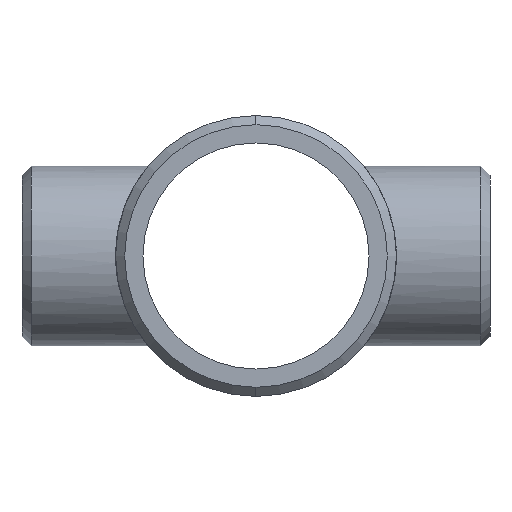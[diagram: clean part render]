
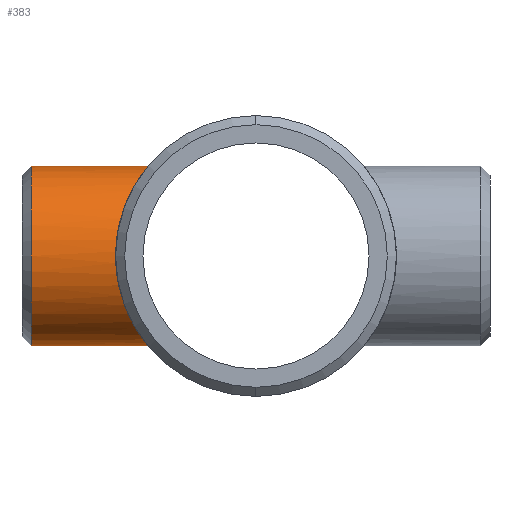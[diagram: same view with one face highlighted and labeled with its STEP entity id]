
A CAD part, left-side view. The second image highlights one B-rep face of the part: STEP entity #383.
In plain terms, the highlighted cylindrical face has radius 36.576 mm (diameter 73.152 mm), a partial arc.
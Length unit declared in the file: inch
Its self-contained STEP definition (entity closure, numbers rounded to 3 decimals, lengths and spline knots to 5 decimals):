
#2 = CARTESIAN_POINT ( 'NONE',  ( -1.17863, 2.09235, -0.82763 ) ) ;
#11 = CARTESIAN_POINT ( 'NONE',  ( -0.19484, 1.73912, 1.42758 ) ) ;
#15 = CARTESIAN_POINT ( 'NONE',  ( -1.3443, 2.18998, 0.51675 ) ) ;
#19 = CARTESIAN_POINT ( 'NONE',  ( -0.12241, 1.733, 1.43499 ) ) ;
#25 = CARTESIAN_POINT ( 'NONE',  ( -1.13992, 2.07038, 0.88483 ) ) ;
#30 = CARTESIAN_POINT ( 'NONE',  ( -0.02445, 1.72884, 1.44 ) ) ;
#92 = CARTESIAN_POINT ( 'NONE',  ( -1.43948, 2.24967, 0.04572 ) ) ;
#97 = ORIENTED_EDGE ( 'NONE', *, *, #478, .T. ) ;
#98 = CARTESIAN_POINT ( 'NONE',  ( 0., 1.72884, -1.44 ) ) ;
#104 = CARTESIAN_POINT ( 'NONE',  ( -0.72797, 1.87459, 1.24582 ) ) ;
#109 = CARTESIAN_POINT ( 'NONE',  ( -0.09809, 1.73145, 1.43686 ) ) ;
#116 = VECTOR ( 'NONE', #682, 39.37008 ) ;
#119 = CARTESIAN_POINT ( 'NONE',  ( -0.51854, 1.80447, 1.34421 ) ) ;
#171 = CARTESIAN_POINT ( 'NONE',  ( -1.33406, 2.1837, -0.54262 ) ) ;
#176 = ORIENTED_EDGE ( 'NONE', *, *, #233, .T. ) ;
#182 = CARTESIAN_POINT ( 'NONE',  ( -0.47235, 1.79166, -1.36116 ) ) ;
#194 = CARTESIAN_POINT ( 'NONE',  ( -1.13743, 2.06942, -0.88339 ) ) ;
#218 = CARTESIAN_POINT ( 'NONE',  ( -0.64736, 1.84426, 1.28966 ) ) ;
#233 = EDGE_CURVE ( 'NONE', #267, #476, #1242, .T. ) ;
#234 = DIRECTION ( 'NONE',  ( 0., -1., 0. ) ) ;
#243 = VERTEX_POINT ( 'NONE', #801 ) ;
#253 = CYLINDRICAL_SURFACE ( 'NONE', #1171, 1.44 ) ;
#261 = CARTESIAN_POINT ( 'NONE',  ( 0., 1.72884, 1.44 ) ) ;
#267 = VERTEX_POINT ( 'NONE', #1184 ) ;
#268 = CARTESIAN_POINT ( 'NONE',  ( -1.42806, 2.24237, 0.19132 ) ) ;
#273 = CARTESIAN_POINT ( 'NONE',  ( -1.40067, 2.22502, -0.33765 ) ) ;
#280 = CARTESIAN_POINT ( 'NONE',  ( -0.19418, 1.73726, -1.43005 ) ) ;
#288 = CARTESIAN_POINT ( 'NONE',  ( -1.40171, 2.22568, 0.33333 ) ) ;
#293 = CARTESIAN_POINT ( 'NONE',  ( -0.9507, 1.97221, -1.0854 ) ) ;
#317 = CARTESIAN_POINT ( 'NONE',  ( -0.87874, 1.93928, 1.14103 ) ) ;
#340 = CARTESIAN_POINT ( 'NONE',  ( 0., 3.75, 0. ) ) ;
#344 = VECTOR ( 'NONE', #234, 39.37008 ) ;
#355 = DIRECTION ( 'NONE',  ( 0., -1., 0. ) ) ;
#362 = CARTESIAN_POINT ( 'NONE',  ( -0.72553, 1.87482, -1.24408 ) ) ;
#367 = CARTESIAN_POINT ( 'NONE',  ( -0.78463, 1.89848, -1.20768 ) ) ;
#383 = ADVANCED_FACE ( 'NONE', ( #1216 ), #253, .T. ) ;
#385 = CARTESIAN_POINT ( 'NONE',  ( -0.09833, 1.72884, -1.44 ) ) ;
#392 = CARTESIAN_POINT ( 'NONE',  ( -0.98412, 1.98912, 1.05223 ) ) ;
#398 = CARTESIAN_POINT ( 'NONE',  ( 0., 1.72884, 1.44 ) ) ;
#404 = CARTESIAN_POINT ( 'NONE',  ( -1.2895, 2.15659, 0.64788 ) ) ;
#460 = CARTESIAN_POINT ( 'NONE',  ( -0.31127, 1.75649, -1.40616 ) ) ;
#471 = CARTESIAN_POINT ( 'NONE',  ( -1.28794, 2.15565, -0.65091 ) ) ;
#476 = VERTEX_POINT ( 'NONE', #261 ) ;
#477 = CARTESIAN_POINT ( 'NONE',  ( -1.12304, 2.06154, -0.90162 ) ) ;
#478 = EDGE_CURVE ( 'NONE', #1089, #243, #585, .T. ) ;
#489 = CARTESIAN_POINT ( 'NONE',  ( -0.0491, 1.72937, 1.43937 ) ) ;
#555 = CARTESIAN_POINT ( 'NONE',  ( -1.3428, 2.18906, -0.52062 ) ) ;
#561 = CARTESIAN_POINT ( 'NONE',  ( -0.33455, 1.76077, -1.4008 ) ) ;
#580 = CARTESIAN_POINT ( 'NONE',  ( -1.38981, 2.21819, 0.37992 ) ) ;
#585 = CIRCLE ( 'NONE', #885, 1.44 ) ;
#593 = CARTESIAN_POINT ( 'NONE',  ( -0.89694, 1.9476, 1.12678 ) ) ;
#596 = CARTESIAN_POINT ( 'NONE',  ( 0., 3.75, 1.44 ) ) ;
#601 = CARTESIAN_POINT ( 'NONE',  ( -1.24478, 2.12991, 0.72998 ) ) ;
#607 = CARTESIAN_POINT ( 'NONE',  ( -0.38275, 1.77015, 1.38903 ) ) ;
#654 = CARTESIAN_POINT ( 'NONE',  ( 0., 3.604, 0. ) ) ;
#674 = CARTESIAN_POINT ( 'NONE',  ( -1.43977, 2.24985, -0.10108 ) ) ;
#680 = CARTESIAN_POINT ( 'NONE',  ( -1.04781, 2.02139, -0.98883 ) ) ;
#682 = DIRECTION ( 'NONE',  ( 0., -1., 0. ) ) ;
#685 = CARTESIAN_POINT ( 'NONE',  ( -1.24341, 2.12912, -0.73215 ) ) ;
#698 = ORIENTED_EDGE ( 'NONE', *, *, #867, .T. ) ;
#736 = EDGE_CURVE ( 'NONE', #1089, #476, #975, .T. ) ;
#739 = DIRECTION ( 'NONE',  ( 0., 0., 1. ) ) ;
#755 = CARTESIAN_POINT ( 'NONE',  ( 0., 3.604, 1.44 ) ) ;
#759 = CARTESIAN_POINT ( 'NONE',  ( -1.38866, 2.21746, -0.38413 ) ) ;
#764 = ORIENTED_EDGE ( 'NONE', *, *, #736, .F. ) ;
#771 = CARTESIAN_POINT ( 'NONE',  ( -0.51661, 1.80392, -1.34495 ) ) ;
#785 = CARTESIAN_POINT ( 'NONE',  ( -0.84182, 1.92284, 1.16853 ) ) ;
#796 = CARTESIAN_POINT ( 'NONE',  ( -0.33641, 1.76066, 1.40097 ) ) ;
#801 = CARTESIAN_POINT ( 'NONE',  ( 0., 3.604, -1.44 ) ) ;
#823 = DIRECTION ( 'NONE',  ( 0., -1., 0. ) ) ;
#850 = CARTESIAN_POINT ( 'NONE',  ( -0.40389, 1.77526, -1.3824 ) ) ;
#856 = CARTESIAN_POINT ( 'NONE',  ( -1.35929, 2.19921, -0.47591 ) ) ;
#862 = CARTESIAN_POINT ( 'NONE',  ( -1.43529, 2.24699, 0.11889 ) ) ;
#867 = EDGE_CURVE ( 'NONE', #243, #267, #1192, .T. ) ;
#874 = CARTESIAN_POINT ( 'NONE',  ( -0.47421, 1.79215, 1.36052 ) ) ;
#885 = AXIS2_PLACEMENT_3D ( 'NONE', #654, #823, #739 ) ;
#886 = CARTESIAN_POINT ( 'NONE',  ( -1.36843, 2.20487, 0.44898 ) ) ;
#897 = CARTESIAN_POINT ( 'NONE',  ( -1.36071, 2.20009, 0.47184 ) ) ;
#942 = CARTESIAN_POINT ( 'NONE',  ( -1.4297, 2.24337, -0.19683 ) ) ;
#951 = CARTESIAN_POINT ( 'NONE',  ( -0.38084, 1.77015, -1.38893 ) ) ;
#958 = CARTESIAN_POINT ( 'NONE',  ( -0.76508, 1.89048, -1.22016 ) ) ;
#963 = CARTESIAN_POINT ( 'NONE',  ( -1.16521, 2.08482, -0.84642 ) ) ;
#969 = CARTESIAN_POINT ( 'NONE',  ( -1.36706, 2.20402, -0.45314 ) ) ;
#974 = CARTESIAN_POINT ( 'NONE',  ( -1.08123, 2.03834, 0.95546 ) ) ;
#975 = LINE ( 'NONE', #596, #116 ) ;
#979 = CARTESIAN_POINT ( 'NONE',  ( -1.33558, 2.18463, 0.53887 ) ) ;
#988 = CARTESIAN_POINT ( 'NONE',  ( -0.95022, 1.97252, 1.08296 ) ) ;
#990 = CARTESIAN_POINT ( 'NONE',  ( 0., 3.75, -1.44 ) ) ;
#993 = CARTESIAN_POINT ( 'NONE',  ( -0.24246, 1.74515, 1.42025 ) ) ;
#1017 = DIRECTION ( 'NONE',  ( 0., 0., -1. ) ) ;
#1059 = CARTESIAN_POINT ( 'NONE',  ( -0.60267, 1.83042, -1.30865 ) ) ;
#1065 = CARTESIAN_POINT ( 'NONE',  ( -1.07876, 2.03764, -0.955 ) ) ;
#1088 = CARTESIAN_POINT ( 'NONE',  ( -0.82309, 1.9147, 1.1818 ) ) ;
#1089 = VERTEX_POINT ( 'NONE', #755 ) ;
#1138 = CARTESIAN_POINT ( 'NONE',  ( -1.44005, 2.25003, 0.02108 ) ) ;
#1144 = CARTESIAN_POINT ( 'NONE',  ( -1.4371, 2.24814, 0.0946 ) ) ;
#1158 = CARTESIAN_POINT ( 'NONE',  ( -1.42084, 2.23777, 0.23903 ) ) ;
#1163 = CARTESIAN_POINT ( 'NONE',  ( -0.88037, 1.93885, -1.14327 ) ) ;
#1171 = AXIS2_PLACEMENT_3D ( 'NONE', #340, #355, #1017 ) ;
#1184 = CARTESIAN_POINT ( 'NONE',  ( 0., 1.72884, -1.44 ) ) ;
#1192 = LINE ( 'NONE', #990, #344 ) ;
#1209 = EDGE_LOOP ( 'NONE', ( #764, #97, #698, #176 ) ) ;
#1216 = FACE_OUTER_BOUND ( 'NONE', #1209, .T. ) ;
#1231 = CARTESIAN_POINT ( 'NONE',  ( -0.70547, 1.86715, -1.25556 ) ) ;
#1236 = CARTESIAN_POINT ( 'NONE',  ( -0.64447, 1.84467, -1.28856 ) ) ;
#1242 = B_SPLINE_CURVE_WITH_KNOTS ( 'NONE', 3,
 ( #98, #385, #280, #460, #561, #951, #850, #182, #771, #1059, #1236, #1231, #362, #958, #367, #1163, #293, #680, #1065, #477, #194, #963, #2, #685, #471, #171, #555, #856, #969, #759, #273, #942, #674, #1138, #92, #1144, #862, #268, #1158, #288, #580, #886, #897, #15, #979, #404, #601, #25, #974, #392, #988, #593, #317, #785, #1088, #104, #218, #119, #874, #607, #796, #993, #11, #19, #109, #489, #30, #398 ),
 .UNSPECIFIED., .F., .F.,
 ( 4, 2, 2, 2, 2, 2, 2, 2, 2, 2, 2, 2, 2, 2, 2, 2, 2, 2, 2, 2, 2, 2, 2, 2, 2, 2, 2, 2, 2, 2, 2, 2, 2, 4 ),
 ( 0., 0.00736, 0.0092, 0.01104, 0.01472, 0.0184, 0.02024, 0.02208, 0.02944, 0.03312, 0.03496, 0.0368, 0.04417, 0.04601, 0.04785, 0.05153, 0.05889, 0.06073, 0.06257, 0.06625, 0.06993, 0.07177, 0.07361, 0.08097, 0.08833, 0.09201, 0.09385, 0.09569, 0.10305, 0.10673, 0.11041, 0.11409, 0.11594, 0.11778 ),
 .UNSPECIFIED. ) ;
